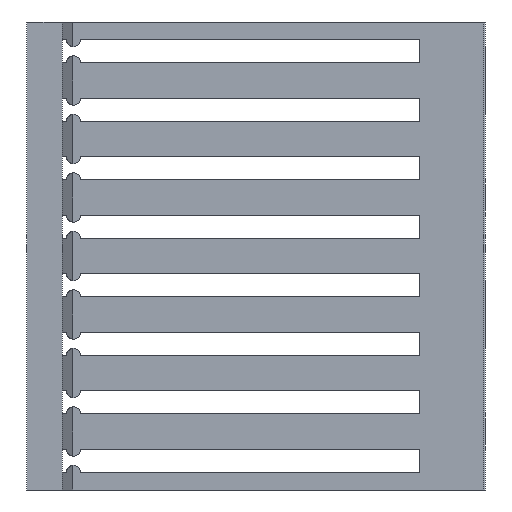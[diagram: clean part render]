
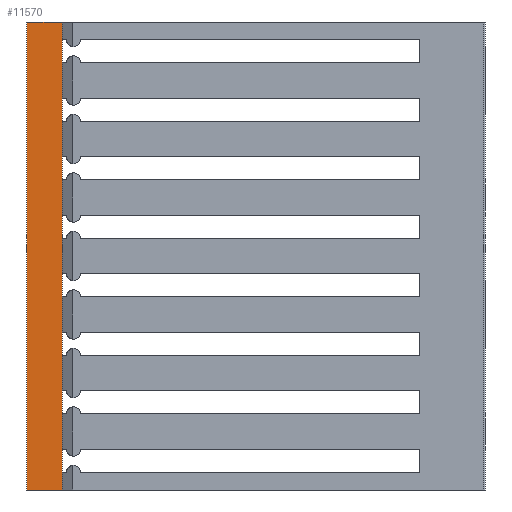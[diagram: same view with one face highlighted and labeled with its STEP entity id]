
A CAD part, left-side view. The second image highlights one B-rep face of the part: STEP entity #11570.
In plain terms, the highlighted planar face has unit normal (-1, 0, 0).
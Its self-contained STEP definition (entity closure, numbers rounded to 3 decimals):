
#11322=DIRECTION('',(0.,1.,0.));
#11323=VECTOR('',#11322,7.624);
#11324=CARTESIAN_POINT('',(-36.75,-7.624,50.));
#11325=LINE('',#11324,#11323);
#11350=DIRECTION('',(0.,1.,0.));
#11351=VECTOR('',#11350,7.624);
#11352=CARTESIAN_POINT('',(-36.75,-7.624,-50.));
#11353=LINE('',#11352,#11351);
#11354=DIRECTION('',(0.,0.,1.));
#11355=VECTOR('',#11354,100.);
#11356=CARTESIAN_POINT('',(-36.75,0.,-50.));
#11357=LINE('',#11356,#11355);
#11362=DIRECTION('',(0.,0.,1.));
#11363=VECTOR('',#11362,100.);
#11364=CARTESIAN_POINT('',(-36.75,-7.624,-50.));
#11365=LINE('',#11364,#11363);
#11422=CARTESIAN_POINT('',(-36.75,0.,-50.));
#11423=CARTESIAN_POINT('',(-36.75,0.,50.));
#11424=VERTEX_POINT('',#11422);
#11425=VERTEX_POINT('',#11423);
#11446=CARTESIAN_POINT('',(-36.75,-7.624,-50.));
#11447=CARTESIAN_POINT('',(-36.75,-7.624,50.));
#11448=VERTEX_POINT('',#11446);
#11449=VERTEX_POINT('',#11447);
#11558=CARTESIAN_POINT('',(-36.75,-0.3,-50.));
#11559=DIRECTION('',(-1.,0.,0.));
#11560=DIRECTION('',(0.,-1.,0.));
#11561=AXIS2_PLACEMENT_3D('',#11558,#11559,#11560);
#11562=PLANE('',#11561);
#11563=ORIENTED_EDGE('',*,*,#11525,.F.);
#11565=ORIENTED_EDGE('',*,*,#11564,.F.);
#11566=ORIENTED_EDGE('',*,*,#11473,.T.);
#11567=ORIENTED_EDGE('',*,*,#11553,.T.);
#11568=EDGE_LOOP('',(#11563,#11565,#11566,#11567));
#11569=FACE_OUTER_BOUND('',#11568,.F.);
#11473=EDGE_CURVE('',#11448,#11424,#11353,.T.);
#11525=EDGE_CURVE('',#11449,#11425,#11325,.T.);
#11553=EDGE_CURVE('',#11424,#11425,#11357,.T.);
#11564=EDGE_CURVE('',#11448,#11449,#11365,.T.);
#11570=ADVANCED_FACE('',(#11569),#11562,.T.);
